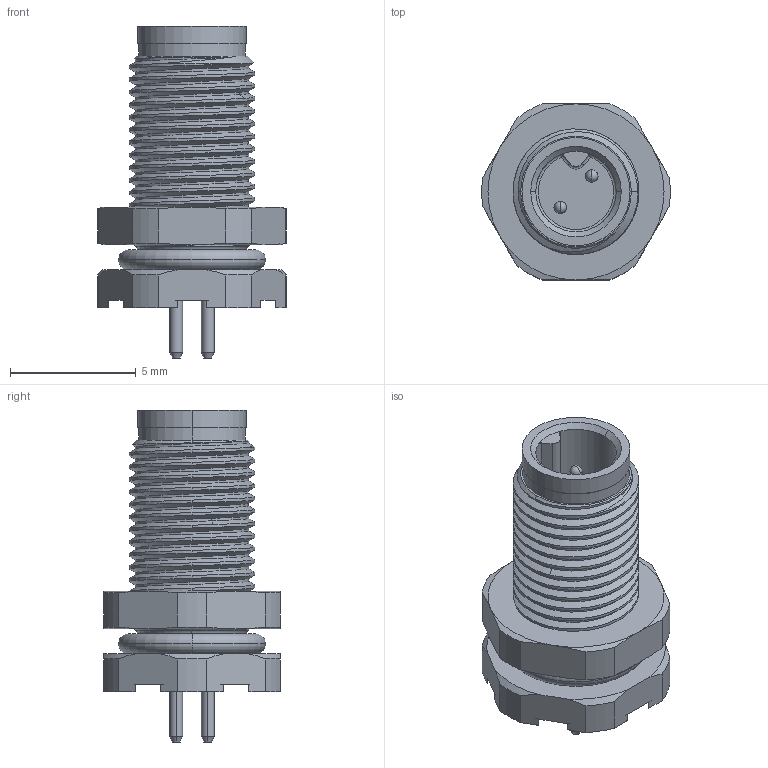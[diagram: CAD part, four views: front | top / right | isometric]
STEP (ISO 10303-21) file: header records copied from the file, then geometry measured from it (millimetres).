
FILE_DESCRIPTION((''),'2;1');
FILE_NAME('001M5-SA00PSW0-007_2','2025-08-24T',('gongcheng16'),(''),'PRO/ENGINEER BY PARAMETRIC TECHNOLOGY CORPORATION, 2010280','PRO/ENGINEER BY PARAMETRIC TECHNOLOGY CORPORATION, 2010280','');
FILE_SCHEMA(('CONFIG_CONTROL_DESIGN'));
Length unit declared in the file: millimetre
Products named in the file (1): 001M5-SA00PSW0-007_2
Bounding box: 7.49 x 7 x 13.2 mm (x, y, z)
Volume: 89.7 mm3; surface area: 2013.9 mm2
Topology: 1 solids, 52 shells, 599 faces, 1521 edges, 973 vertices
Faces by surface type: cylinder 225, plane 165, cone 136, torus 30, sphere 26, bspline 17
Entity records: 24345 total; most frequent: CARTESIAN_POINT 10106, DIRECTION 3089, ORIENTED_EDGE 2779, EDGE_CURVE 1497, AXIS2_PLACEMENT_3D 1290, VERTEX_POINT 973, CIRCLE 707, EDGE_LOOP 660
